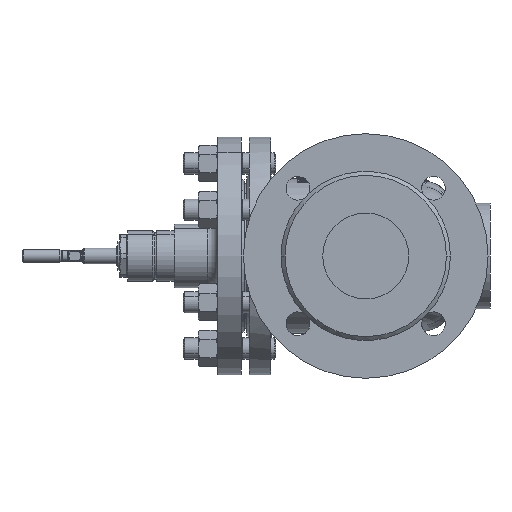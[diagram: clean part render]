
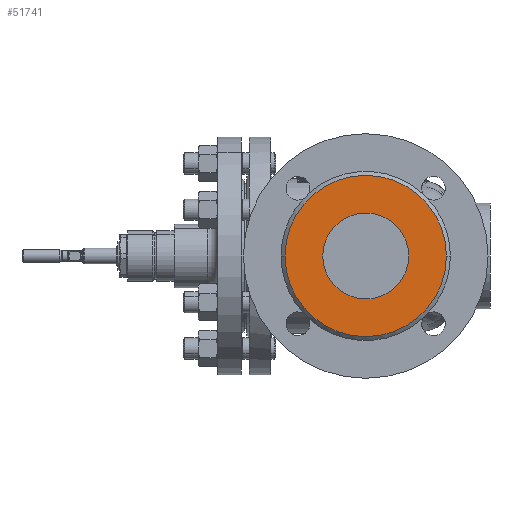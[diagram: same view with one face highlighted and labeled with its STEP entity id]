
A CAD part, left-side view. The second image highlights one B-rep face of the part: STEP entity #51741.
In plain terms, the highlighted planar face has unit normal (-1, 0, 0).
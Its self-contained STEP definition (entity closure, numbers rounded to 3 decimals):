
#13052 = AXIS2_PLACEMENT_3D ( 'NONE', #52658, #151525, #66874 ) ;
#25192 = AXIS2_PLACEMENT_3D ( 'NONE', #30270, #129164, #44494 ) ;
#25494 = PLANE ( 'NONE',  #134924 ) ;
#30270 = CARTESIAN_POINT ( 'NONE',  ( -145., 0., 0. ) ) ;
#32940 = EDGE_CURVE ( 'NONE', #76432, #51847, #180692, .T. ) ;
#44494 = DIRECTION ( 'NONE',  ( 0., 1., 0. ) ) ;
#47372 = CIRCLE ( 'NONE', #25192, 61. ) ;
#48960 = EDGE_LOOP ( 'NONE', ( #122092, #59028 ) ) ;
#51741 = ADVANCED_FACE ( 'NONE', ( #150254, #75097 ), #25494, .T. ) ;
#51847 = VERTEX_POINT ( 'NONE', #166986 ) ;
#52658 = CARTESIAN_POINT ( 'NONE',  ( -145., 0., 0. ) ) ;
#52763 = CIRCLE ( 'NONE', #13052, 61. ) ;
#53921 = DIRECTION ( 'NONE',  ( 0., 0., 1. ) ) ;
#56491 = EDGE_CURVE ( 'NONE', #140087, #77268, #52763, .T. ) ;
#59028 = ORIENTED_EDGE ( 'NONE', *, *, #32940, .F. ) ;
#63202 = EDGE_CURVE ( 'NONE', #51847, #76432, #161149, .T. ) ;
#66874 = DIRECTION ( 'NONE',  ( 0., 1., 0. ) ) ;
#67360 = DIRECTION ( 'NONE',  ( -1., 0., 0. ) ) ;
#75097 = FACE_OUTER_BOUND ( 'NONE', #145237, .T. ) ;
#76432 = VERTEX_POINT ( 'NONE', #116650 ) ;
#77268 = VERTEX_POINT ( 'NONE', #109095 ) ;
#81508 = DIRECTION ( 'NONE',  ( -1., 0., 0. ) ) ;
#109095 = CARTESIAN_POINT ( 'NONE',  ( -145., 61., 0. ) ) ;
#116650 = CARTESIAN_POINT ( 'NONE',  ( -145., 0., -32.5 ) ) ;
#122092 = ORIENTED_EDGE ( 'NONE', *, *, #63202, .F. ) ;
#124380 = CARTESIAN_POINT ( 'NONE',  ( -145., 0., 0. ) ) ;
#125979 = AXIS2_PLACEMENT_3D ( 'NONE', #166170, #81508, #180345 ) ;
#129164 = DIRECTION ( 'NONE',  ( 1., 0., 0. ) ) ;
#134924 = AXIS2_PLACEMENT_3D ( 'NONE', #124380, #137382, #53921 ) ;
#137209 = ORIENTED_EDGE ( 'NONE', *, *, #168437, .F. ) ;
#137382 = DIRECTION ( 'NONE',  ( -1., 0., 0. ) ) ;
#140087 = VERTEX_POINT ( 'NONE', #165781 ) ;
#145237 = EDGE_LOOP ( 'NONE', ( #137209, #151307 ) ) ;
#150254 = FACE_BOUND ( 'NONE', #48960, .T. ) ;
#151307 = ORIENTED_EDGE ( 'NONE', *, *, #56491, .F. ) ;
#151525 = DIRECTION ( 'NONE',  ( 1., 0., 0. ) ) ;
#152015 = CARTESIAN_POINT ( 'NONE',  ( -145., 0., 0. ) ) ;
#161149 = CIRCLE ( 'NONE', #170940, 32.5 ) ;
#165781 = CARTESIAN_POINT ( 'NONE',  ( -145., -61., 0. ) ) ;
#166170 = CARTESIAN_POINT ( 'NONE',  ( -145., 0., 0. ) ) ;
#166225 = DIRECTION ( 'NONE',  ( 0., 0., 1. ) ) ;
#166986 = CARTESIAN_POINT ( 'NONE',  ( -145., 0., 32.5 ) ) ;
#168437 = EDGE_CURVE ( 'NONE', #77268, #140087, #47372, .T. ) ;
#170940 = AXIS2_PLACEMENT_3D ( 'NONE', #152015, #67360, #166225 ) ;
#180345 = DIRECTION ( 'NONE',  ( 0., 0., 1. ) ) ;
#180692 = CIRCLE ( 'NONE', #125979, 32.5 ) ;
